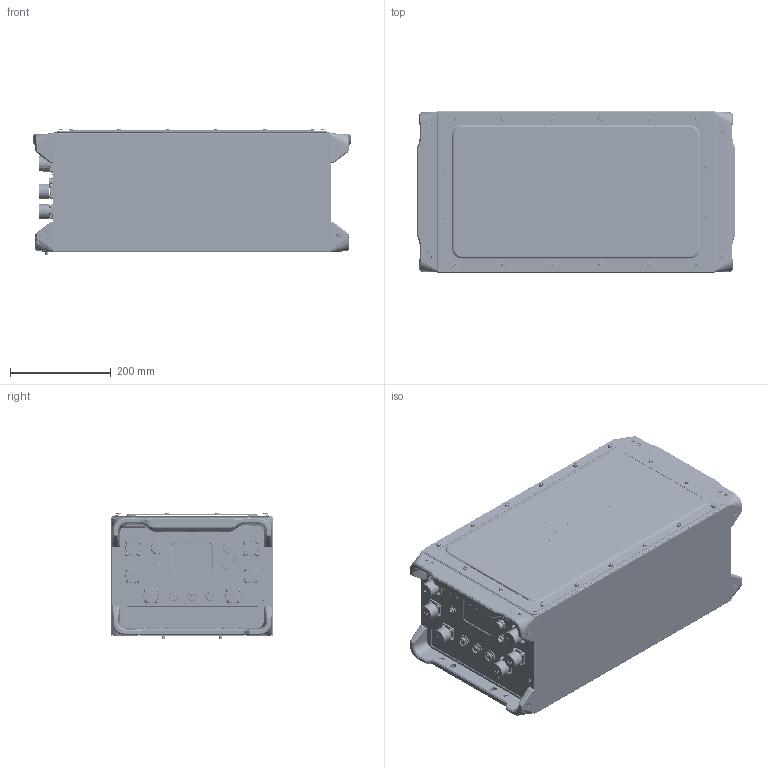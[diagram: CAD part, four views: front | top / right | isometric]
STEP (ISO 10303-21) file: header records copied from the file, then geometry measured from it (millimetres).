
FILE_DESCRIPTION (( 'STEP AP203' ), '1' );
FILE_NAME ('E100µç³Ø-B Íâ²¿Ãæ.STEP', '2025-12-19T09:41:05', ( '' ), ( '' ), 'SwSTEP 2.0', 'SolidWorks 2021', '' );
FILE_SCHEMA (( 'CONFIG_CONTROL_DESIGN' ));
Products named in the file (1): E100萇喀-B 俋窒醱
Bounding box: 630 x 320 x 250.4 mm (x, y, z)
Surface area: 1522702.7 mm2 (no closed solid volume)
Topology: 0 solids, 1110 shells, 4322 faces, 19073 edges, 15474 vertices
Faces by surface type: plane 2083, cylinder 1145, bspline 682, cone 239, torus 147, sphere 26
Entity records: 273224 total; most frequent: CARTESIAN_POINT 130917, DIRECTION 26903, ORIENTED_EDGE 24372, EDGE_CURVE 19025, VERTEX_POINT 15474, LINE 9341, VECTOR 9341, AXIS2_PLACEMENT_3D 8781
